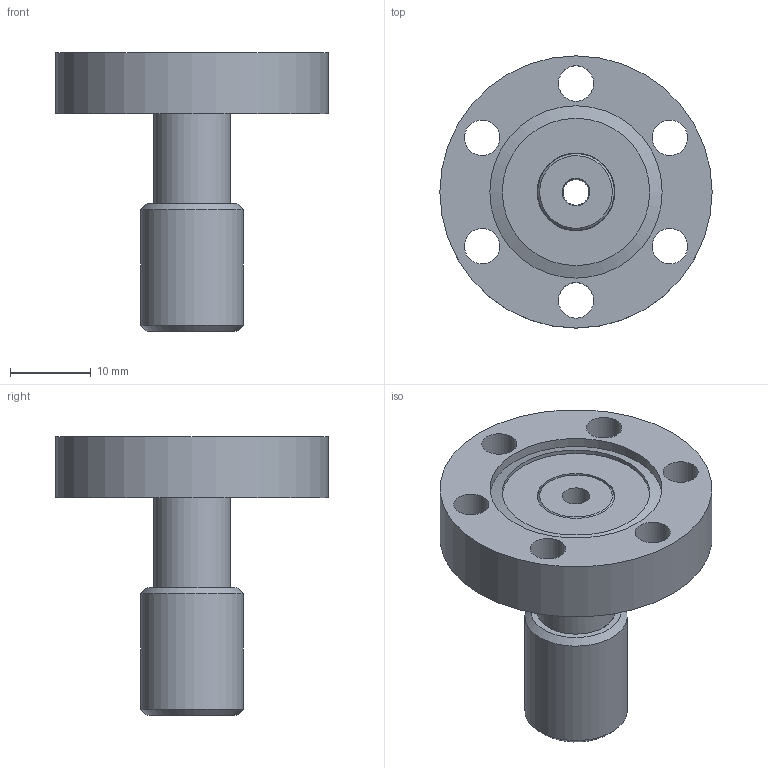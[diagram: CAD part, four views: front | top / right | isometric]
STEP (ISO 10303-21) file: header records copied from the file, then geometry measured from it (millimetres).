
FILE_DESCRIPTION(/* description */ (''),/* implementation_level */ '2;1');
FILE_NAME(/* name */ '5000597a.stp',/* time_stamp */ '2019-07-19T15:16:17-04:00',/* author */ ('Glen_C'),/* organization */ (''),/* preprocessor_version */ 'ST-DEVELOPER v16.13',/* originating_system */ 'Autodesk Inventor 2018',/* authorisation */ '');
FILE_SCHEMA (('AUTOMOTIVE_DESIGN { 1 0 10303 214 3 1 1 }'));
Length unit declared in the file: inch
Products named in the file (1): 5000597_S
Bounding box: 33.78 x 33.78 x 34.62 mm (x, y, z)
Volume: 8137.7 mm3; surface area: 5376.5 mm2
Topology: 2 solids, 5 shells, 47 faces, 99 edges, 65 vertices
Faces by surface type: cylinder 21, plane 13, cone 9, torus 4
Full cylindrical faces by diameter (mm): 3.175 x1, 3.454 x1, 3.556 x2, 4.394 x6, 6.35 x2, 7.493 x1, 7.62 x1, 8.153 x1, 9.525 x1, 9.652 x1, 12.7 x1, 18.288 x1, 21.387 x1, 33.782 x1
Entity records: 1167 total; most frequent: DIRECTION 204, CARTESIAN_POINT 156, ORIENTED_EDGE 108, EDGE_LOOP 106, AXIS2_PLACEMENT_3D 102, FACE_BOUND 59, CIRCLE 54, VERTEX_POINT 54
